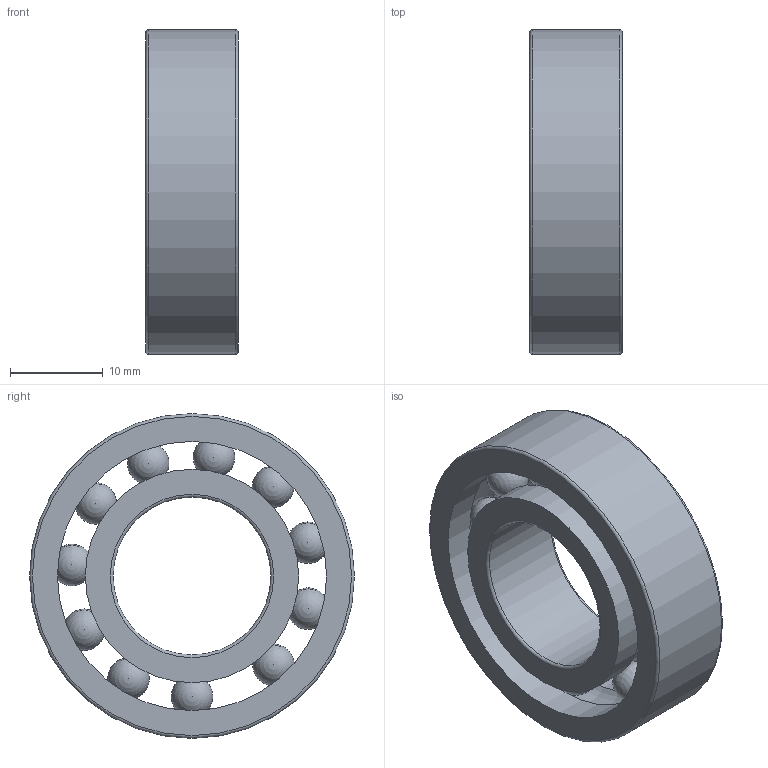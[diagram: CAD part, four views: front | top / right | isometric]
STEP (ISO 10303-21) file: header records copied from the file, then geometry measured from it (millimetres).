
FILE_DESCRIPTION( ( 'STEP AP203' ), '1' );
FILE_NAME( '6003.stp', '2019-08-14T03:59:00', ( '' ), ( '' ), ' ', 'PARTsolutions', ' ' );
FILE_SCHEMA( ( 'CONFIG_CONTROL_DESIGN' ) );
Length unit declared in the file: millimetre
Products named in the file (4): 6003; _6003 Outer ring; _6003 Inner ring; _6003 Ball
Assembly tree (13 placements, depth 2):
  6003
    _6003 Outer ring
    _6003 Inner ring
    _6003 Ball  x11
Bounding box: 10 x 35 x 35 mm (x, y, z)
Volume: 5134.8 mm3; surface area: 4975.5 mm2
Topology: 13 solids, 13 shells, 27 faces, 61 edges, 38 vertices
Faces by surface type: sphere 11, cylinder 6, torus 6, plane 4
Full cylindrical faces by diameter (mm): 17 x1, 23 x2, 29 x2, 35 x1
Entity records: 571 total; most frequent: DIRECTION 94, CARTESIAN_POINT 66, AXIS2_PLACEMENT_3D 47, EDGE_LOOP 32, ORIENTED_EDGE 32, FACE_OUTER_BOUND 28, VERTEX_POINT 19, CC_DESIGN_PERSON_AND_ORGANIZATION_ASSIGNMENT 17
